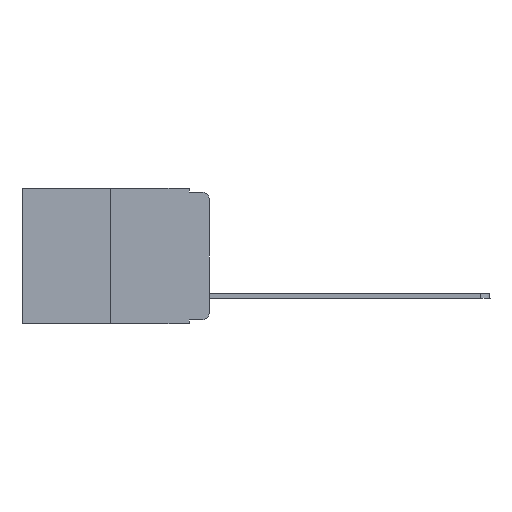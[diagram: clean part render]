
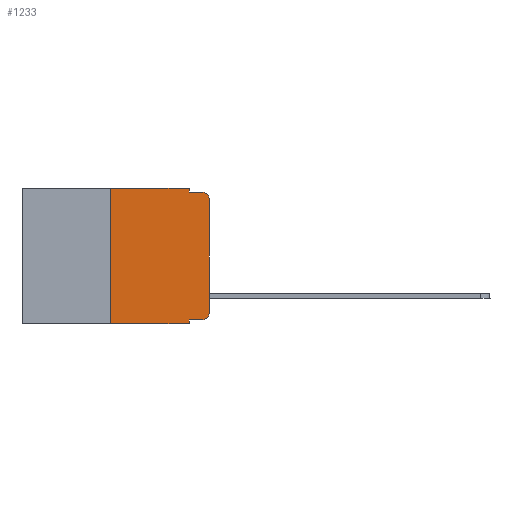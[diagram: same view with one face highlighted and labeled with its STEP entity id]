
A CAD part, left-side view. The second image highlights one B-rep face of the part: STEP entity #1233.
In plain terms, the highlighted planar face has unit normal (-1, 0, 0).
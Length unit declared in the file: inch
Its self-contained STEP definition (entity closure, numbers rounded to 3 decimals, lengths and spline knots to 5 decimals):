
#62 = VECTOR ( 'NONE', #304, 39.37008 ) ;
#304 = DIRECTION ( 'NONE',  ( 0., 0., -1. ) ) ;
#1000 = CARTESIAN_POINT ( 'NONE',  ( 0., 0.02, -0.03 ) ) ;
#1076 = PLANE ( 'NONE',  #9293 ) ;
#1123 = CARTESIAN_POINT ( 'NONE',  ( 0., 0.25, -0.343 ) ) ;
#1221 = CARTESIAN_POINT ( 'NONE',  ( 0., 0.02, -0.333 ) ) ;
#1233 = ADVANCED_FACE ( 'NONE', ( #9089 ), #1076, .F. ) ;
#1282 = DIRECTION ( 'NONE',  ( 0., 0., 1. ) ) ;
#1397 = VERTEX_POINT ( 'NONE', #1221 ) ;
#1608 = VERTEX_POINT ( 'NONE', #12451 ) ;
#1683 = DIRECTION ( 'NONE',  ( 0., -1., 0. ) ) ;
#1918 = VERTEX_POINT ( 'NONE', #1123 ) ;
#1921 = EDGE_CURVE ( 'NONE', #9260, #5843, #13796, .T. ) ;
#1936 = EDGE_LOOP ( 'NONE', ( #14831, #6347, #8581, #3535, #7556, #2756, #4049, #2661, #13055, #3709 ) ) ;
#2037 = LINE ( 'NONE', #10475, #14996 ) ;
#2181 = CARTESIAN_POINT ( 'NONE',  ( 0., 0.051, 0. ) ) ;
#2425 = CARTESIAN_POINT ( 'NONE',  ( 0., 0.051, 0. ) ) ;
#2608 = VECTOR ( 'NONE', #1282, 39.37008 ) ;
#2661 = ORIENTED_EDGE ( 'NONE', *, *, #13500, .F. ) ;
#2756 = ORIENTED_EDGE ( 'NONE', *, *, #7657, .F. ) ;
#2867 = EDGE_CURVE ( 'NONE', #1918, #1608, #4466, .T. ) ;
#3040 = VERTEX_POINT ( 'NONE', #12933 ) ;
#3429 = EDGE_CURVE ( 'NONE', #3040, #1397, #6272, .T. ) ;
#3535 = ORIENTED_EDGE ( 'NONE', *, *, #4569, .F. ) ;
#3627 = VERTEX_POINT ( 'NONE', #10711 ) ;
#3709 = ORIENTED_EDGE ( 'NONE', *, *, #5969, .T. ) ;
#3713 = LINE ( 'NONE', #5833, #2608 ) ;
#3852 = VERTEX_POINT ( 'NONE', #14125 ) ;
#3900 = VECTOR ( 'NONE', #1683, 39.37008 ) ;
#4049 = ORIENTED_EDGE ( 'NONE', *, *, #2867, .T. ) ;
#4311 = AXIS2_PLACEMENT_3D ( 'NONE', #1000, #10116, #13728 ) ;
#4333 = CARTESIAN_POINT ( 'NONE',  ( 0., 0., -0.03 ) ) ;
#4466 = LINE ( 'NONE', #5633, #7750 ) ;
#4569 = EDGE_CURVE ( 'NONE', #13729, #11939, #5126, .T. ) ;
#4572 = CARTESIAN_POINT ( 'NONE',  ( 0., 0.473, 0. ) ) ;
#4588 = EDGE_CURVE ( 'NONE', #3627, #13729, #2037, .T. ) ;
#4669 = DIRECTION ( 'NONE',  ( 0., -1., 0. ) ) ;
#5126 = LINE ( 'NONE', #2181, #12600 ) ;
#5163 = CARTESIAN_POINT ( 'NONE',  ( 0., 0.051, -0.01 ) ) ;
#5633 = CARTESIAN_POINT ( 'NONE',  ( 0., 0.473, -0.343 ) ) ;
#5833 = CARTESIAN_POINT ( 'NONE',  ( 0., 0.25, 0. ) ) ;
#5843 = VERTEX_POINT ( 'NONE', #6264 ) ;
#5969 = EDGE_CURVE ( 'NONE', #1397, #3852, #8039, .T. ) ;
#6264 = CARTESIAN_POINT ( 'NONE',  ( 0., 0.02, -0.01 ) ) ;
#6272 = LINE ( 'NONE', #6526, #3900 ) ;
#6347 = ORIENTED_EDGE ( 'NONE', *, *, #1921, .T. ) ;
#6526 = CARTESIAN_POINT ( 'NONE',  ( 0., 0.051, -0.333 ) ) ;
#6575 = CARTESIAN_POINT ( 'NONE',  ( 0., 0.02, -0.313 ) ) ;
#6685 = DIRECTION ( 'NONE',  ( 0., 0., -1. ) ) ;
#7097 = LINE ( 'NONE', #9463, #12893 ) ;
#7204 = EDGE_CURVE ( 'NONE', #3852, #9260, #10095, .T. ) ;
#7476 = CARTESIAN_POINT ( 'NONE',  ( 0., 0.051, 0. ) ) ;
#7556 = ORIENTED_EDGE ( 'NONE', *, *, #4588, .F. ) ;
#7657 = EDGE_CURVE ( 'NONE', #1918, #3627, #3713, .T. ) ;
#7750 = VECTOR ( 'NONE', #8021, 39.37008 ) ;
#8021 = DIRECTION ( 'NONE',  ( 0., -1., 0. ) ) ;
#8039 = CIRCLE ( 'NONE', #8064, 0.02 ) ;
#8064 = AXIS2_PLACEMENT_3D ( 'NONE', #6575, #14842, #6685 ) ;
#8581 = ORIENTED_EDGE ( 'NONE', *, *, #11583, .F. ) ;
#9089 = FACE_OUTER_BOUND ( 'NONE', #1936, .T. ) ;
#9260 = VERTEX_POINT ( 'NONE', #4333 ) ;
#9293 = AXIS2_PLACEMENT_3D ( 'NONE', #4572, #10329, #15047 ) ;
#9463 = CARTESIAN_POINT ( 'NONE',  ( 0., 0.051, -0.01 ) ) ;
#10095 = LINE ( 'NONE', #12861, #14104 ) ;
#10116 = DIRECTION ( 'NONE',  ( -1., 0., 0. ) ) ;
#10329 = DIRECTION ( 'NONE',  ( 1., 0., 0. ) ) ;
#10469 = DIRECTION ( 'NONE',  ( 0., -1., 0. ) ) ;
#10475 = CARTESIAN_POINT ( 'NONE',  ( 0., 0.473, 0. ) ) ;
#10711 = CARTESIAN_POINT ( 'NONE',  ( 0., 0.25, 0. ) ) ;
#11583 = EDGE_CURVE ( 'NONE', #11939, #5843, #7097, .T. ) ;
#11677 = DIRECTION ( 'NONE',  ( 0., 0., -1. ) ) ;
#11939 = VERTEX_POINT ( 'NONE', #5163 ) ;
#12057 = LINE ( 'NONE', #2425, #62 ) ;
#12451 = CARTESIAN_POINT ( 'NONE',  ( 0., 0.051, -0.343 ) ) ;
#12600 = VECTOR ( 'NONE', #11677, 39.37008 ) ;
#12861 = CARTESIAN_POINT ( 'NONE',  ( 0., 0., 0. ) ) ;
#12893 = VECTOR ( 'NONE', #10469, 39.37008 ) ;
#12933 = CARTESIAN_POINT ( 'NONE',  ( 0., 0.051, -0.333 ) ) ;
#13009 = DIRECTION ( 'NONE',  ( 0., 0., 1. ) ) ;
#13055 = ORIENTED_EDGE ( 'NONE', *, *, #3429, .T. ) ;
#13500 = EDGE_CURVE ( 'NONE', #3040, #1608, #12057, .T. ) ;
#13728 = DIRECTION ( 'NONE',  ( 0., 0., -1. ) ) ;
#13729 = VERTEX_POINT ( 'NONE', #7476 ) ;
#13796 = CIRCLE ( 'NONE', #4311, 0.02 ) ;
#14104 = VECTOR ( 'NONE', #13009, 39.37008 ) ;
#14125 = CARTESIAN_POINT ( 'NONE',  ( 0., 0., -0.313 ) ) ;
#14831 = ORIENTED_EDGE ( 'NONE', *, *, #7204, .T. ) ;
#14842 = DIRECTION ( 'NONE',  ( -1., 0., 0. ) ) ;
#14996 = VECTOR ( 'NONE', #4669, 39.37008 ) ;
#15047 = DIRECTION ( 'NONE',  ( 0., 0., -1. ) ) ;
